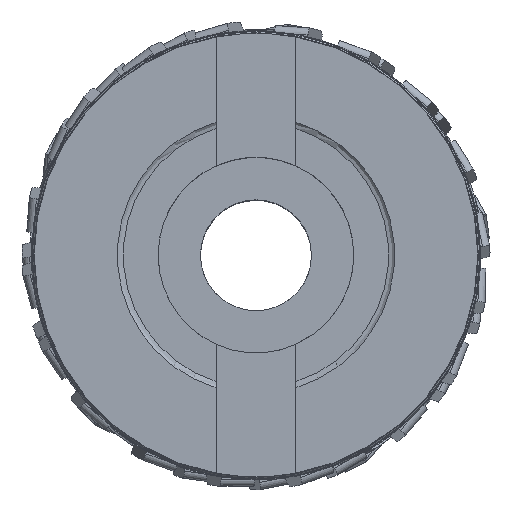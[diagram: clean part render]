
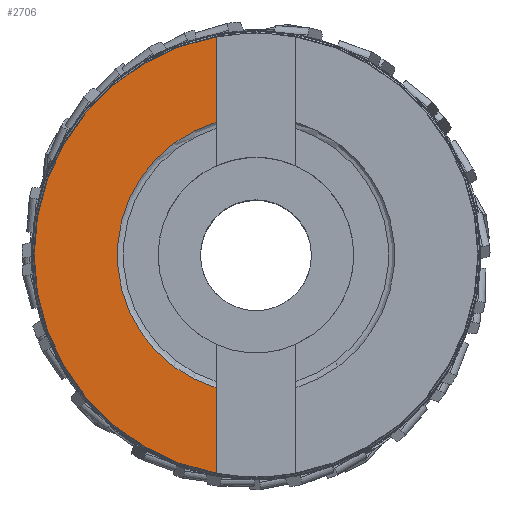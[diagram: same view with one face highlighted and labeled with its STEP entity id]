
A CAD part, top view. The second image highlights one B-rep face of the part: STEP entity #2706.
In plain terms, the highlighted planar face has unit normal (0, 0, 1).
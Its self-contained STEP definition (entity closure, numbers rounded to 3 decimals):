
#1383=PLANE('',#22592);
#2706=ADVANCED_FACE('',(#4904),#1383,.T.);
#3913=CIRCLE('',#22587,22.5);
#3915=CIRCLE('',#22591,36.);
#4904=FACE_OUTER_BOUND('',#5915,.T.);
#5915=EDGE_LOOP('',(#11070,#11071,#11072,#11073));
#7461=LINE('',#34192,#8251);
#7473=LINE('',#34240,#8263);
#8251=VECTOR('',#25668,1.);
#8263=VECTOR('',#25698,1.);
#11070=ORIENTED_EDGE('',*,*,#19348,.T.);
#11071=ORIENTED_EDGE('',*,*,#19330,.T.);
#11072=ORIENTED_EDGE('',*,*,#19346,.F.);
#11073=ORIENTED_EDGE('',*,*,#19311,.T.);
#16941=VERTEX_POINT('',#34191);
#16942=VERTEX_POINT('',#34193);
#16957=VERTEX_POINT('',#34241);
#16958=VERTEX_POINT('',#34242);
#19311=EDGE_CURVE('',#16942,#16941,#7461,.T.);
#19330=EDGE_CURVE('',#16957,#16958,#7473,.T.);
#19346=EDGE_CURVE('',#16942,#16958,#3913,.T.);
#19348=EDGE_CURVE('',#16941,#16957,#3915,.T.);
#22587=AXIS2_PLACEMENT_3D('',#34278,#25740,#25741);
#22591=AXIS2_PLACEMENT_3D('',#34282,#25748,#25749);
#22592=AXIS2_PLACEMENT_3D('',#34283,#25750,#25751);
#25668=DIRECTION('',(0.,1.,0.));
#25698=DIRECTION('',(0.,1.,0.));
#25740=DIRECTION('',(0.,0.,1.));
#25741=DIRECTION('',(1.,0.,0.));
#25748=DIRECTION('',(0.,0.,1.));
#25749=DIRECTION('',(1.,0.,0.));
#25750=DIRECTION('',(0.,0.,1.));
#25751=DIRECTION('',(1.,0.,0.));
#34191=CARTESIAN_POINT('',(-6.478,35.412,0.));
#34192=CARTESIAN_POINT('',(-6.478,0.,0.));
#34193=CARTESIAN_POINT('',(-6.478,21.547,0.));
#34240=CARTESIAN_POINT('',(-6.478,-53.138,0.));
#34241=CARTESIAN_POINT('',(-6.478,-35.412,0.));
#34242=CARTESIAN_POINT('',(-6.478,-21.547,0.));
#34278=CARTESIAN_POINT('',(0.,0.,0.));
#34282=CARTESIAN_POINT('',(0.,0.,0.));
#34283=CARTESIAN_POINT('',(0.,0.,0.));
